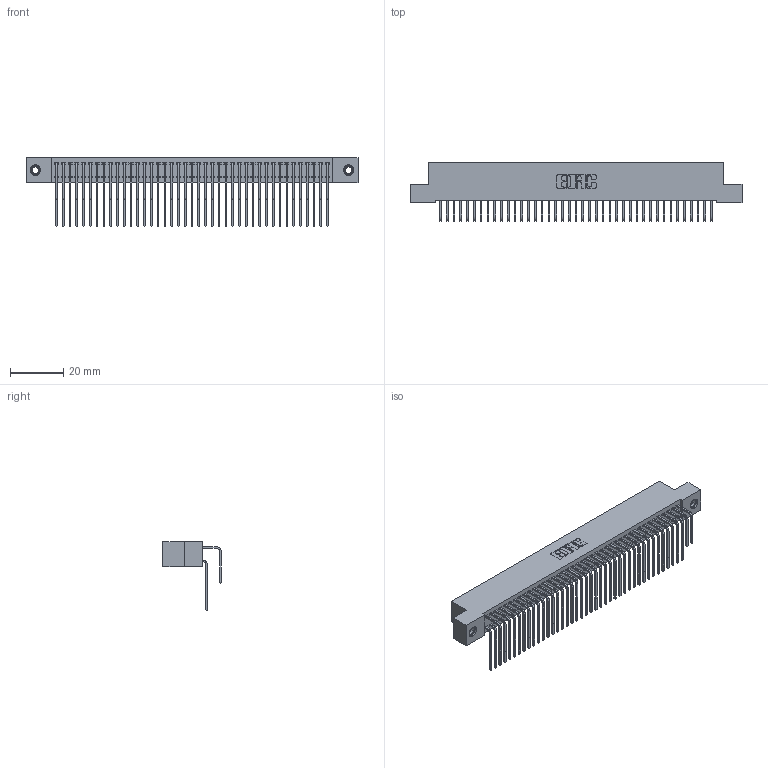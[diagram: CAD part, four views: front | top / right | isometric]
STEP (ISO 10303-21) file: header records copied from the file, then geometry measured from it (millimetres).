
FILE_DESCRIPTION (( 'STEP AP203' ), '1' );
FILE_NAME ('342-082-558-207.STEP', '2019-10-04T12:20:47', ( '' ), ( '' ), 'SwSTEP 2.0', 'SolidWorks 2016', '' );
FILE_SCHEMA (( 'CONFIG_CONTROL_DESIGN' ));
Length unit declared in the file: inch
Products named in the file (5): 345-250-001_345-250-005-103; 342-082-558-207; 342 Part_TI; 345-292-001_558 559 Tail - 1; 345-292-001_558 Tail - 2
Assembly tree (85 placements, depth 2):
  342-082-558-207
    342 Part_TI
    345-292-001_558 559 Tail - 1  x41
    345-292-001_558 Tail - 2  x41
    345-250-001_345-250-005-103  x2
Bounding box: 124.46 x 21.91 x 25.78 mm (x, y, z)
Volume: 11638.3 mm3; surface area: 21085.3 mm2
Topology: 85 solids, 85 shells, 4598 faces, 13637 edges, 8974 vertices
Faces by surface type: plane 3214, cylinder 1368, cone 12, torus 4
Entity records: 29344 total; most frequent: CARTESIAN_POINT 4896, ORIENTED_EDGE 4774, DIRECTION 4197, EDGE_CURVE 2387, VECTOR 2199, LINE 2199, VERTEX_POINT 1584, AXIS2_PLACEMENT_3D 999
